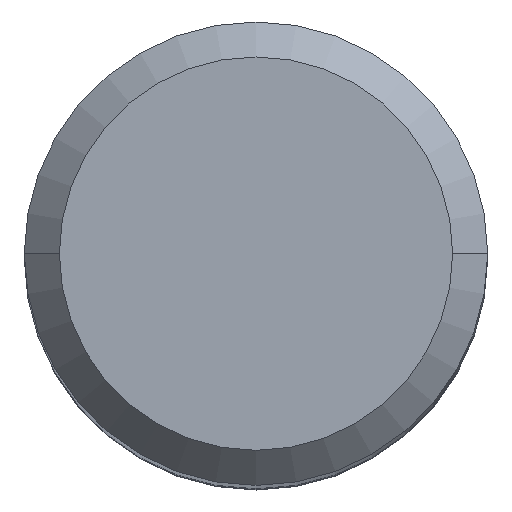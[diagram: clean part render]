
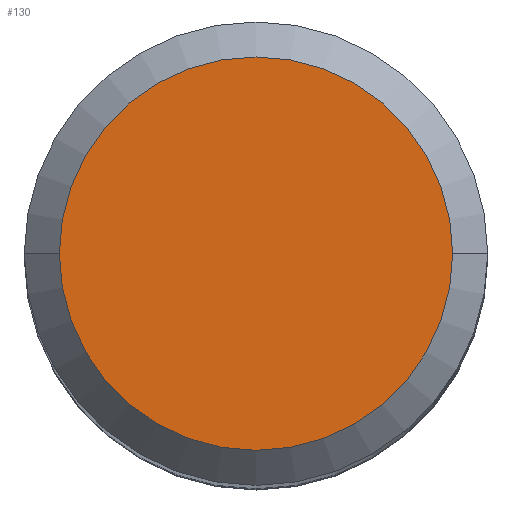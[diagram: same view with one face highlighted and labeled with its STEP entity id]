
A CAD part, top view. The second image highlights one B-rep face of the part: STEP entity #130.
In plain terms, the highlighted planar face has unit normal (0, 0, 1).
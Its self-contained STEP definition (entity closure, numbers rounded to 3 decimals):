
#38=PLANE('',#957);
#130=ADVANCED_FACE('',(#190),#38,.F.);
#190=FACE_OUTER_BOUND('',#240,.T.);
#240=EDGE_LOOP('',(#412,#413,#414,#415));
#412=ORIENTED_EDGE('',*,*,#612,.T.);
#413=ORIENTED_EDGE('',*,*,#613,.T.);
#414=ORIENTED_EDGE('',*,*,#614,.T.);
#415=ORIENTED_EDGE('',*,*,#615,.T.);
#513=VERTEX_POINT('',#2139);
#514=VERTEX_POINT('',#2140);
#515=VERTEX_POINT('',#2142);
#516=VERTEX_POINT('',#2144);
#612=EDGE_CURVE('',#513,#514,#726,.T.);
#613=EDGE_CURVE('',#514,#515,#727,.T.);
#614=EDGE_CURVE('',#515,#516,#728,.T.);
#615=EDGE_CURVE('',#516,#513,#729,.T.);
#726=CIRCLE('',#953,6.738);
#727=CIRCLE('',#954,6.738);
#728=CIRCLE('',#955,6.738);
#729=CIRCLE('',#956,6.738);
#953=AXIS2_PLACEMENT_3D('',#2138,#1148,#1149);
#954=AXIS2_PLACEMENT_3D('',#2141,#1150,#1151);
#955=AXIS2_PLACEMENT_3D('',#2143,#1152,#1153);
#956=AXIS2_PLACEMENT_3D('',#2145,#1154,#1155);
#957=AXIS2_PLACEMENT_3D('',#2146,#1156,#1157);
#1148=DIRECTION('',(0.,0.,1.));
#1149=DIRECTION('',(0.,1.,0.));
#1150=DIRECTION('',(0.,0.,1.));
#1151=DIRECTION('',(-1.,0.,0.));
#1152=DIRECTION('',(0.,0.,1.));
#1153=DIRECTION('',(0.,-1.,0.));
#1154=DIRECTION('',(0.,0.,1.));
#1155=DIRECTION('',(1.,0.,0.));
#1156=DIRECTION('',(0.,0.,-1.));
#1157=DIRECTION('',(-1.,0.,0.));
#2138=CARTESIAN_POINT('',(0.,0.,30.92));
#2139=CARTESIAN_POINT('',(0.,6.738,30.92));
#2140=CARTESIAN_POINT('',(-6.737,0.,30.92));
#2141=CARTESIAN_POINT('',(0.,0.,30.92));
#2142=CARTESIAN_POINT('',(0.,-6.738,30.92));
#2143=CARTESIAN_POINT('',(0.,0.,30.92));
#2144=CARTESIAN_POINT('',(6.738,0.,30.92));
#2145=CARTESIAN_POINT('',(0.,0.,30.92));
#2146=CARTESIAN_POINT('',(0.,0.,30.92));
